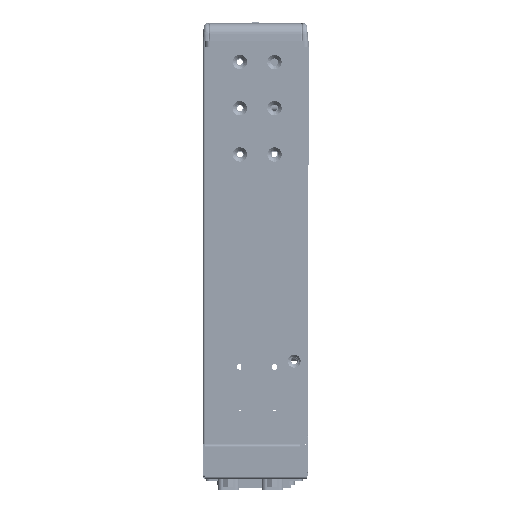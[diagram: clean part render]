
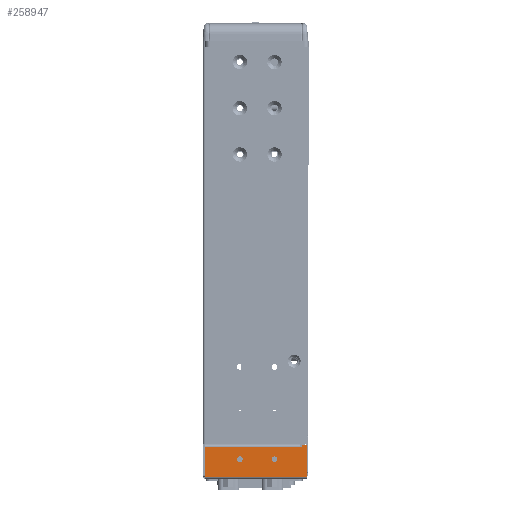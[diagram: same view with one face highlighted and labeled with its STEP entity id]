
A CAD part, left-side view. The second image highlights one B-rep face of the part: STEP entity #258947.
In plain terms, the highlighted planar face has unit normal (-1, 0, 0).
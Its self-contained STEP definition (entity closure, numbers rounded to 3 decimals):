
#251305=DIRECTION('',(0.,1.,0.));
#251306=VECTOR('',#251305,1.);
#251307=CARTESIAN_POINT('',(-220.,-6.,-173.879));
#251308=LINE('',#251307,#251306);
#251309=DIRECTION('',(0.,0.,-1.));
#251310=VECTOR('',#251309,0.8);
#251311=CARTESIAN_POINT('',(-220.,-6.,-173.079));
#251312=LINE('',#251311,#251310);
#251313=DIRECTION('',(0.,1.,0.));
#251314=VECTOR('',#251313,2.);
#251315=CARTESIAN_POINT('',(-220.,-8.,-173.079));
#251316=LINE('',#251315,#251314);
#251317=DIRECTION('',(0.,0.,1.));
#251318=VECTOR('',#251317,13.8);
#251319=CARTESIAN_POINT('',(-220.,-8.,-186.879));
#251320=LINE('',#251319,#251318);
#251321=DIRECTION('',(0.,0.,-1.));
#251322=VECTOR('',#251321,13.);
#251323=CARTESIAN_POINT('',(-220.,36.,-173.879));
#251324=LINE('',#251323,#251322);
#251325=CARTESIAN_POINT('',(-220.,6.,-179.379));
#251326=DIRECTION('',(1.,0.,0.));
#251327=DIRECTION('',(0.,0.,-1.));
#251328=AXIS2_PLACEMENT_3D('',#251325,#251326,#251327);
#251330=CARTESIAN_POINT('',(-220.,6.,-179.379));
#251331=DIRECTION('',(1.,0.,0.));
#251332=DIRECTION('',(0.,0.,1.));
#251333=AXIS2_PLACEMENT_3D('',#251330,#251331,#251332);
#251335=CARTESIAN_POINT('',(-220.,21.,-179.379));
#251336=DIRECTION('',(1.,0.,0.));
#251337=DIRECTION('',(0.,0.,-1.));
#251338=AXIS2_PLACEMENT_3D('',#251335,#251336,#251337);
#251340=CARTESIAN_POINT('',(-220.,21.,-179.379));
#251341=DIRECTION('',(1.,0.,0.));
#251342=DIRECTION('',(0.,0.,1.));
#251343=AXIS2_PLACEMENT_3D('',#251340,#251341,#251342);
#251349=DIRECTION('',(0.,-1.,0.));
#251350=VECTOR('',#251349,41.);
#251351=CARTESIAN_POINT('',(-220.,36.,-173.879));
#251352=LINE('',#251351,#251350);
#256269=DIRECTION('',(0.,1.,0.));
#256270=VECTOR('',#256269,44.);
#256271=CARTESIAN_POINT('',(-220.,-8.,-186.879));
#256272=LINE('',#256271,#256270);
#256391=CARTESIAN_POINT('',(-220.,-8.,-186.879));
#256392=VERTEX_POINT('',#256391);
#256393=CARTESIAN_POINT('',(-220.,36.,-186.879));
#256394=VERTEX_POINT('',#256393);
#256541=CARTESIAN_POINT('',(-220.,36.,-173.879));
#256542=VERTEX_POINT('',#256541);
#256557=CARTESIAN_POINT('',(-220.,-8.,-173.079));
#256558=VERTEX_POINT('',#256557);
#256645=CARTESIAN_POINT('',(-220.,-6.,-173.079));
#256646=VERTEX_POINT('',#256645);
#256647=CARTESIAN_POINT('',(-220.,-5.,-173.879));
#256648=VERTEX_POINT('',#256647);
#256751=CARTESIAN_POINT('',(-220.,-6.,-173.879));
#256752=VERTEX_POINT('',#256751);
#256753=CARTESIAN_POINT('',(-220.,6.,-180.629));
#256754=CARTESIAN_POINT('',(-220.,6.,-178.129));
#256755=VERTEX_POINT('',#256753);
#256756=VERTEX_POINT('',#256754);
#256845=CARTESIAN_POINT('',(-220.,21.,-180.629));
#256846=CARTESIAN_POINT('',(-220.,21.,-178.129));
#256847=VERTEX_POINT('',#256845);
#256848=VERTEX_POINT('',#256846);
#258915=CARTESIAN_POINT('',(-220.,-8.,-187.879));
#258916=DIRECTION('',(-1.,0.,0.));
#258917=DIRECTION('',(0.,-1.,0.));
#258918=AXIS2_PLACEMENT_3D('',#258915,#258916,#258917);
#258919=PLANE('',#258918);
#258921=ORIENTED_EDGE('',*,*,#258920,.T.);
#258923=ORIENTED_EDGE('',*,*,#258922,.F.);
#258925=ORIENTED_EDGE('',*,*,#258924,.F.);
#258927=ORIENTED_EDGE('',*,*,#258926,.F.);
#258928=ORIENTED_EDGE('',*,*,#258899,.F.);
#258930=ORIENTED_EDGE('',*,*,#258929,.T.);
#258932=ORIENTED_EDGE('',*,*,#258931,.F.);
#258933=EDGE_LOOP('',(#258921,#258923,#258925,#258927,#258928,#258930,#258932));
#258934=FACE_OUTER_BOUND('',#258933,.F.);
#258936=ORIENTED_EDGE('',*,*,#258935,.F.);
#258938=ORIENTED_EDGE('',*,*,#258937,.F.);
#258939=EDGE_LOOP('',(#258936,#258938));
#258940=FACE_BOUND('',#258939,.F.);
#258942=ORIENTED_EDGE('',*,*,#258941,.F.);
#258944=ORIENTED_EDGE('',*,*,#258943,.F.);
#258945=EDGE_LOOP('',(#258942,#258944));
#258946=FACE_BOUND('',#258945,.F.);
#251329=CIRCLE('',#251328,1.25);
#251334=CIRCLE('',#251333,1.25);
#251339=CIRCLE('',#251338,1.25);
#251344=CIRCLE('',#251343,1.25);
#258899=EDGE_CURVE('',#256392,#256558,#251320,.T.);
#258920=EDGE_CURVE('',#256542,#256648,#251352,.T.);
#258922=EDGE_CURVE('',#256752,#256648,#251308,.T.);
#258924=EDGE_CURVE('',#256646,#256752,#251312,.T.);
#258926=EDGE_CURVE('',#256558,#256646,#251316,.T.);
#258929=EDGE_CURVE('',#256392,#256394,#256272,.T.);
#258931=EDGE_CURVE('',#256542,#256394,#251324,.T.);
#258935=EDGE_CURVE('',#256755,#256756,#251329,.T.);
#258937=EDGE_CURVE('',#256756,#256755,#251334,.T.);
#258941=EDGE_CURVE('',#256847,#256848,#251339,.T.);
#258943=EDGE_CURVE('',#256848,#256847,#251344,.T.);
#258947=ADVANCED_FACE('',(#258934,#258940,#258946),#258919,.T.);
